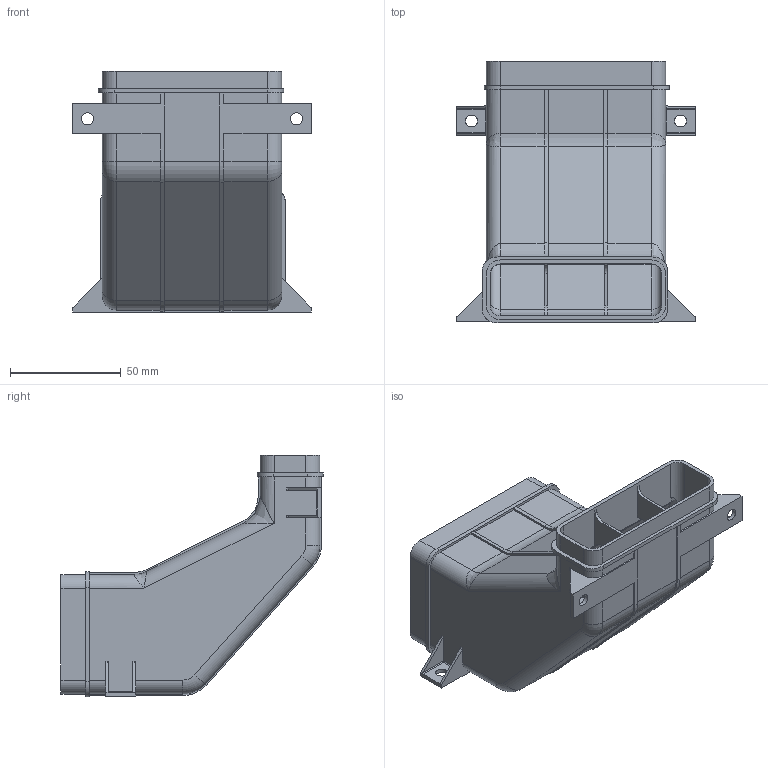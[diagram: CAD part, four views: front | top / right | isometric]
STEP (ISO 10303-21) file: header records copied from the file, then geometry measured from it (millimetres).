
FILE_DESCRIPTION(/* description */ (''),/* implementation_level */ '2;1');
FILE_NAME(/* name */ 'homepage_3dp_duct v4.step',/* time_stamp */ '2019-06-21T13:42:15+02:00',/* author */ (''),/* organization */ (''),/* preprocessor_version */ 'ST-DEVELOPER v18',/* originating_system */ 'Autodesk Translation Framework v8.2.0.1029',/* authorisation */ '');
FILE_SCHEMA (('AUTOMOTIVE_DESIGN { 1 0 10303 214 3 1 1 }'));
Length unit declared in the file: millimetre
Products named in the file (1): homepage_3dp_duct
Bounding box: 108 x 118.45 x 109.31 mm (x, y, z)
Volume: 74592.1 mm3; surface area: 85376.2 mm2
Topology: 1 solids, 1 shells, 252 faces, 700 edges, 444 vertices
Faces by surface type: plane 130, cylinder 98, bspline 16, torus 8
Full cylindrical faces by diameter (mm): 5.4 x4
Entity records: 8713 total; most frequent: CARTESIAN_POINT 2169, ORIENTED_EDGE 1384, DIRECTION 1342, EDGE_CURVE 692, LINE 468, VECTOR 468, VERTEX_POINT 444, AXIS2_PLACEMENT_3D 437
